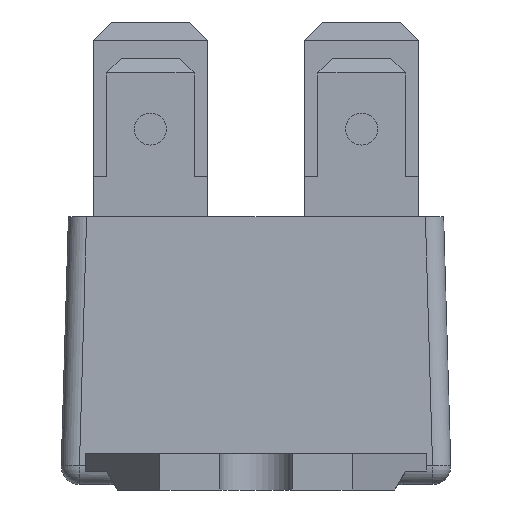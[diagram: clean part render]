
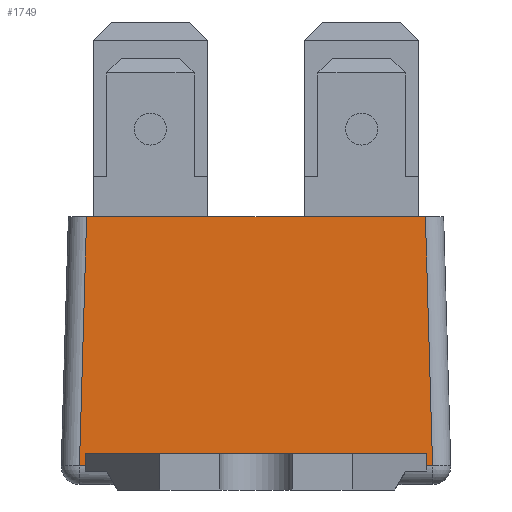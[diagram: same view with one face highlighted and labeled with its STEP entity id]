
A CAD part, front view. The second image highlights one B-rep face of the part: STEP entity #1749.
In plain terms, the highlighted planar face has unit normal (0, -1, 0.029).
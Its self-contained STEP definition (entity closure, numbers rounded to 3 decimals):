
#150=FACE_OUTER_BOUND('',#250,.T.);
#250=EDGE_LOOP('',(#1348,#1349,#1350,#1351,#1352,#1353,#1354,#1355));
#390=LINE('',#2645,#584);
#394=LINE('',#2656,#588);
#410=LINE('',#2716,#604);
#414=LINE('',#2727,#608);
#419=LINE('',#2743,#613);
#420=LINE('',#2745,#614);
#421=LINE('',#2746,#615);
#422=LINE('',#2747,#616);
#584=VECTOR('',#2171,10.);
#588=VECTOR('',#2181,10.);
#604=VECTOR('',#2241,10.);
#608=VECTOR('',#2253,10.);
#613=VECTOR('',#2270,10.);
#614=VECTOR('',#2271,10.);
#615=VECTOR('',#2272,10.);
#616=VECTOR('',#2273,10.);
#748=VERTEX_POINT('',#2638);
#749=VERTEX_POINT('',#2642);
#753=VERTEX_POINT('',#2652);
#771=VERTEX_POINT('',#2704);
#776=VERTEX_POINT('',#2715);
#779=VERTEX_POINT('',#2725);
#784=VERTEX_POINT('',#2742);
#785=VERTEX_POINT('',#2744);
#942=EDGE_CURVE('',#749,#748,#390,.T.);
#948=EDGE_CURVE('',#748,#753,#394,.T.);
#977=EDGE_CURVE('',#771,#776,#410,.T.);
#983=EDGE_CURVE('',#779,#771,#414,.T.);
#991=EDGE_CURVE('',#784,#749,#419,.T.);
#992=EDGE_CURVE('',#785,#784,#420,.T.);
#993=EDGE_CURVE('',#776,#785,#421,.T.);
#994=EDGE_CURVE('',#779,#753,#422,.T.);
#1348=ORIENTED_EDGE('',*,*,#942,.F.);
#1349=ORIENTED_EDGE('',*,*,#991,.F.);
#1350=ORIENTED_EDGE('',*,*,#992,.F.);
#1351=ORIENTED_EDGE('',*,*,#993,.F.);
#1352=ORIENTED_EDGE('',*,*,#977,.F.);
#1353=ORIENTED_EDGE('',*,*,#983,.F.);
#1354=ORIENTED_EDGE('',*,*,#994,.T.);
#1355=ORIENTED_EDGE('',*,*,#948,.F.);
#1566=PLANE('',#1897);
#1749=ADVANCED_FACE('',(#150),#1566,.T.);
#1897=AXIS2_PLACEMENT_3D('',#2741,#2268,#2269);
#2171=DIRECTION('',(-1.,0.,0.));
#2181=DIRECTION('',(0.029,0.029,0.999));
#2241=DIRECTION('',(-1.,0.,0.));
#2253=DIRECTION('',(0.029,-0.029,-0.999));
#2268=DIRECTION('center_axis',(0.,-1.,0.029));
#2269=DIRECTION('ref_axis',(1.,0.,0.));
#2270=DIRECTION('',(0.017,-0.029,-0.999));
#2271=DIRECTION('',(-1.,0.,0.));
#2272=DIRECTION('',(0.017,0.029,0.999));
#2273=DIRECTION('',(-1.,0.,0.));
#2638=CARTESIAN_POINT('',(-9.696,-10.695,1.329));
#2642=CARTESIAN_POINT('',(-9.352,-10.695,1.329));
#2645=CARTESIAN_POINT('',(5.363,-10.695,1.329));
#2652=CARTESIAN_POINT('',(-9.302,-10.302,15.));
#2656=CARTESIAN_POINT('',(-9.717,-10.717,0.58));
#2704=CARTESIAN_POINT('',(9.696,-10.695,1.329));
#2715=CARTESIAN_POINT('',(9.352,-10.695,1.329));
#2716=CARTESIAN_POINT('',(5.363,-10.695,1.329));
#2725=CARTESIAN_POINT('',(9.302,-10.302,15.));
#2727=CARTESIAN_POINT('',(9.717,-10.717,0.58));
#2741=CARTESIAN_POINT('Origin',(10.725,-10.725,0.3));
#2742=CARTESIAN_POINT('',(-9.363,-10.676,2.));
#2743=CARTESIAN_POINT('',(-9.327,-10.738,-0.151));
#2744=CARTESIAN_POINT('',(9.363,-10.676,2.));
#2745=CARTESIAN_POINT('',(5.363,-10.676,2.));
#2746=CARTESIAN_POINT('',(9.332,-10.729,0.166));
#2747=CARTESIAN_POINT('',(-10.725,-10.302,15.));
